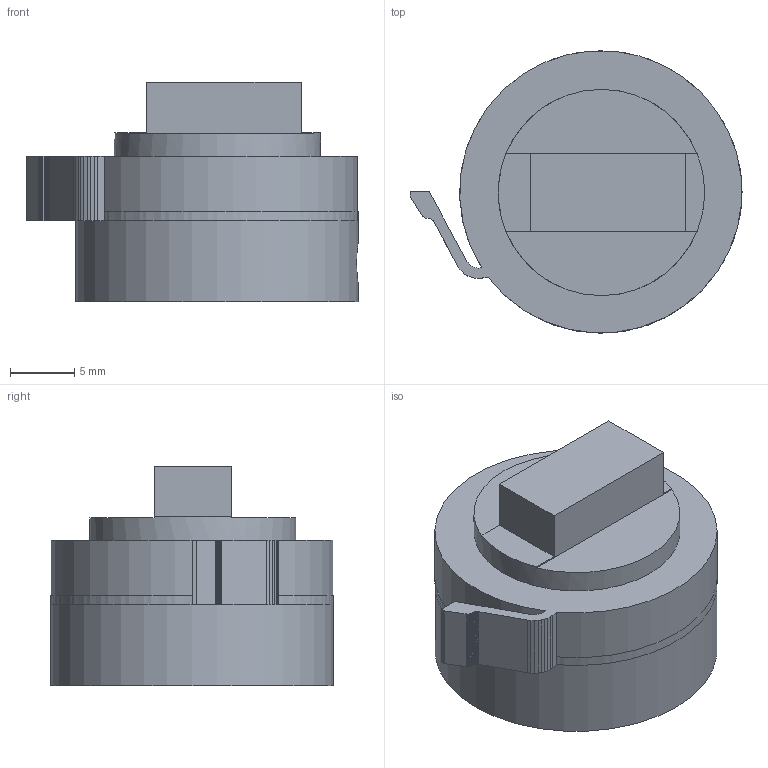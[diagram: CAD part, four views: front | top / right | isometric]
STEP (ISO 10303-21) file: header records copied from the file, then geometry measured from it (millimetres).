
FILE_DESCRIPTION(('FreeCAD Model'),'2;1');
FILE_NAME('Open CASCADE Shape Model','2024-05-14T13:41:13',(''),(''), 'Open CASCADE STEP processor 7.6','FreeCAD','Unknown');
FILE_SCHEMA(('AUTOMOTIVE_DESIGN { 1 0 10303 214 1 1 1 1 }'));
Length unit declared in the file: millimetre
Products named in the file (3): Unnamed; Body; motor_attachment
Assembly tree (2 placements, depth 2):
  Unnamed
    Body
    motor_attachment
Bounding box: 25.75 x 21.9 x 17 mm (x, y, z)
Volume: 4767.2 mm3; surface area: 2906.5 mm2
Topology: 2 solids, 2 shells, 187 faces, 541 edges, 360 vertices
Faces by surface type: plane 176, cylinder 9, cone 2
Full cylindrical faces by diameter (mm): 3 x2, 5.2 x1, 6.5 x1, 16 x1, 21.9 x1
Entity records: 7327 total; most frequent: CARTESIAN_POINT 1611, ORIENTED_EDGE 1082, DIRECTION 877, EDGE_CURVE 541, VERTEX_POINT 360, LINE 333, VECTOR 333, AXIS2_PLACEMENT_3D 272
